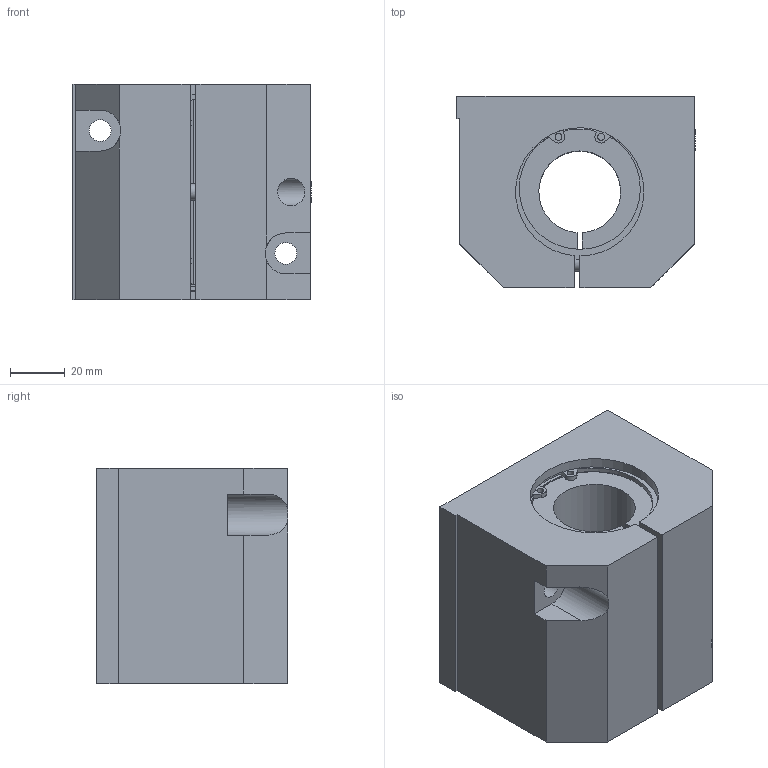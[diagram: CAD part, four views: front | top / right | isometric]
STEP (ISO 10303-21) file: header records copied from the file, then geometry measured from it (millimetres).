
FILE_DESCRIPTION(/* description */ ('Gehäuseeinheit leichte Baureie, geschlitzt und einstellbar'),/* implementation_level */ '2;1');
FILE_NAME(/* name */ '190468-0.step',/* time_stamp */ '2021-08-18T08:18:01+02:00',/* author */ ('MuellerJ'),/* organization */ (''),/* preprocessor_version */ 'ST-DEVELOPER v18.1',/* originating_system */ 'Autodesk Inventor 2021',/* authorisation */ '');
FILE_SCHEMA (('AUTOMOTIVE_DESIGN { 1 0 10303 214 3 1 1 }'));
Length unit declared in the file: millimetre
Products named in the file (4): leer; 18-0015-0FZ.001; leer_1; leer_2
Assembly tree (4 placements, depth 2):
  leer
    18-0015-0FZ.001
    leer_1
    leer_2  x2
Bounding box: 87.25 x 70 x 79 mm (x, y, z)
Volume: 373162.5 mm3; surface area: 73146.8 mm2
Topology: 4 solids, 5 shells, 104 faces, 270 edges, 180 vertices
Faces by surface type: plane 62, cylinder 37, torus 4, cone 1
Full cylindrical faces by diameter (mm): 2.5 x4, 4.3 x1, 4.917 x1, 6 x1, 6.6 x1, 6.917 x1, 8 x3, 8.376 x2, 9.5 x1, 10 x1
Entity records: 3139 total; most frequent: CARTESIAN_POINT 629, DIRECTION 508, ORIENTED_EDGE 478, EDGE_CURVE 239, AXIS2_PLACEMENT_3D 179, VERTEX_POINT 160, LINE 150, VECTOR 150
